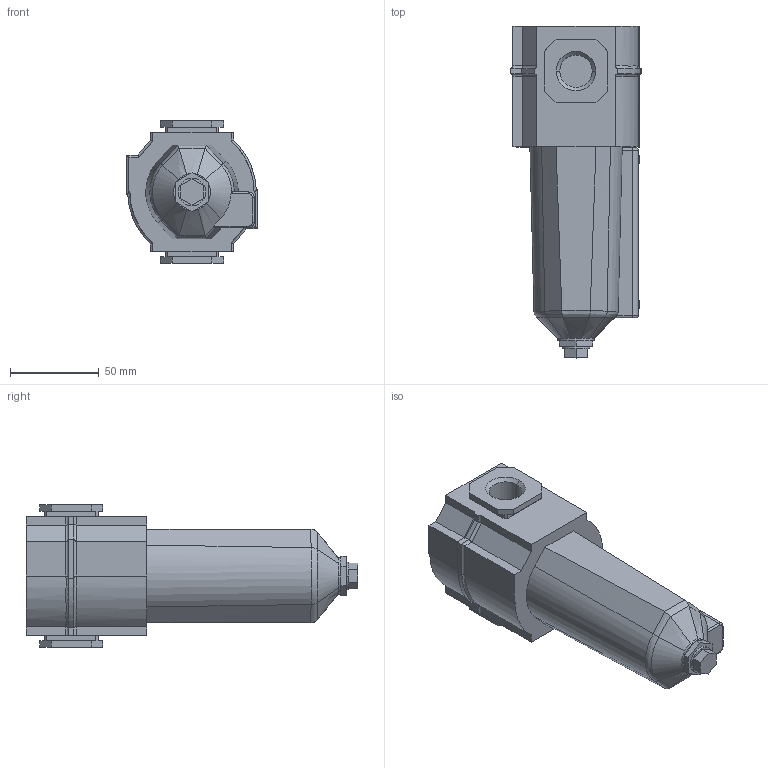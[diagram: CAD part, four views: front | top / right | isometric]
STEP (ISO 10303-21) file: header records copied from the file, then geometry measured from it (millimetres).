
FILE_DESCRIPTION (( 'STEP AP214' ), '1' );
FILE_NAME ('Norgren-F74C-4AN-AD0.step', '2019-03-02T23:07:52', ( '' ), ( '' ), 'SwSTEP 2.0', 'SolidWorks 2019', '' );
FILE_SCHEMA (( 'AUTOMOTIVE_DESIGN' ));
Length unit declared in the file: millimetre
Products named in the file (4): Norgren-F74C-4AN-AD0_F74_ss_47_1-2; Norgren-F74C-4AN-AD0; Norgren-F74C-4AN-AD0_F74_ss_31_CA; Norgren-F74C-4AN-AD0_F74_ss_05
Assembly tree (3 placements, depth 2):
  Norgren-F74C-4AN-AD0
    Norgren-F74C-4AN-AD0_F74_ss_47_1-2
    Norgren-F74C-4AN-AD0_F74_ss_31_CA
    Norgren-F74C-4AN-AD0_F74_ss_05
Bounding box: 73.5 x 186.7 x 80 mm (x, y, z)
Volume: 514767.5 mm3; surface area: 54782.7 mm2
Topology: 3 solids, 3 shells, 201 faces, 504 edges, 318 vertices
Faces by surface type: plane 109, bspline 48, cylinder 32, cone 8, torus 4
Entity records: 9499 total; most frequent: CARTESIAN_POINT 3677, ORIENTED_EDGE 1008, DIRECTION 754, EDGE_CURVE 504, LINE 320, VECTOR 320, VERTEX_POINT 318, AXIS2_PLACEMENT_3D 217
